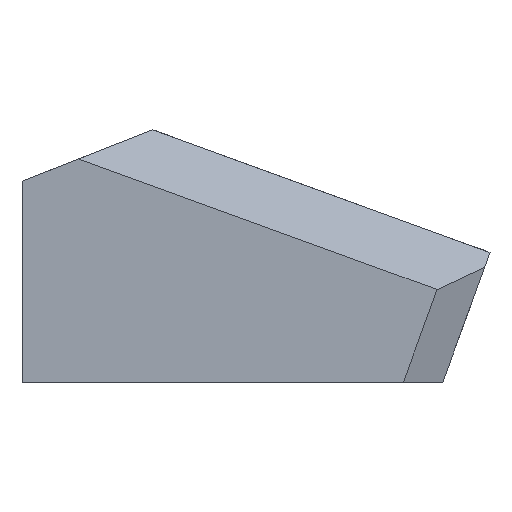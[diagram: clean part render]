
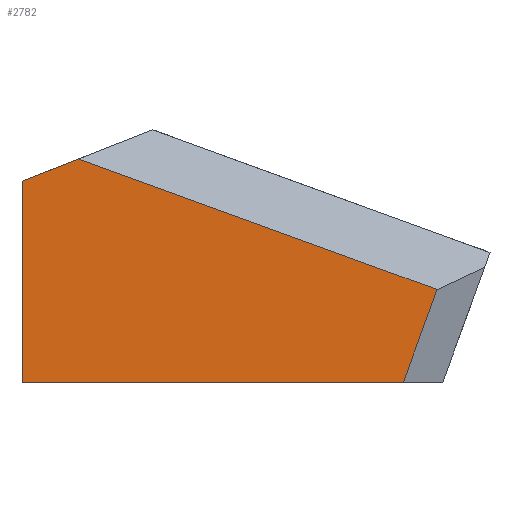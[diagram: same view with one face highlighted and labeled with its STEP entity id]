
A CAD part, left-side view. The second image highlights one B-rep face of the part: STEP entity #2782.
In plain terms, the highlighted planar face has unit normal (-1, 0, 0).
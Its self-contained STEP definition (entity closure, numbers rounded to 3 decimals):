
#67 = EDGE_CURVE ( 'NONE', #526, #478, #2825, .T. ) ;
#69 = LINE ( 'NONE', #2493, #244 ) ;
#98 = VERTEX_POINT ( 'NONE', #769 ) ;
#179 = VECTOR ( 'NONE', #2627, 1000. ) ;
#203 = DIRECTION ( 'NONE',  ( 0., 0.931, -0.364 ) ) ;
#244 = VECTOR ( 'NONE', #1601, 1000. ) ;
#290 = CARTESIAN_POINT ( 'NONE',  ( 0., 11., 0. ) ) ;
#322 = LINE ( 'NONE', #2501, #2405 ) ;
#345 = CARTESIAN_POINT ( 'NONE',  ( 0., 0.36, 42.163 ) ) ;
#441 = EDGE_CURVE ( 'NONE', #1935, #98, #462, .T. ) ;
#462 = LINE ( 'NONE', #2640, #1437 ) ;
#470 = VECTOR ( 'NONE', #1807, 1000. ) ;
#478 = VERTEX_POINT ( 'NONE', #2002 ) ;
#483 = PLANE ( 'NONE',  #1307 ) ;
#526 = VERTEX_POINT ( 'NONE', #290 ) ;
#692 = DIRECTION ( 'NONE',  ( 0., 0., -1. ) ) ;
#769 = CARTESIAN_POINT ( 'NONE',  ( 0., 11., 38. ) ) ;
#854 = CARTESIAN_POINT ( 'NONE',  ( 0., 0., 0. ) ) ;
#888 = ORIENTED_EDGE ( 'NONE', *, *, #1967, .T. ) ;
#1140 = FACE_OUTER_BOUND ( 'NONE', #1694, .T. ) ;
#1307 = AXIS2_PLACEMENT_3D ( 'NONE', #2668, #1610, #1595 ) ;
#1437 = VECTOR ( 'NONE', #203, 1000. ) ;
#1595 = DIRECTION ( 'NONE',  ( 0., 0., -1. ) ) ;
#1601 = DIRECTION ( 'NONE',  ( 0., -0.342, 0.94 ) ) ;
#1610 = DIRECTION ( 'NONE',  ( 1., 0., 0. ) ) ;
#1669 = VERTEX_POINT ( 'NONE', #2455 ) ;
#1694 = EDGE_LOOP ( 'NONE', ( #2325, #1719, #888, #1971, #2756 ) ) ;
#1719 = ORIENTED_EDGE ( 'NONE', *, *, #67, .T. ) ;
#1807 = DIRECTION ( 'NONE',  ( 0., 0.94, 0.342 ) ) ;
#1935 = VERTEX_POINT ( 'NONE', #345 ) ;
#1967 = EDGE_CURVE ( 'NONE', #478, #1669, #69, .T. ) ;
#1971 = ORIENTED_EDGE ( 'NONE', *, *, #2781, .T. ) ;
#2002 = CARTESIAN_POINT ( 'NONE',  ( 0., -61.026, 0. ) ) ;
#2066 = CARTESIAN_POINT ( 'NONE',  ( 0., -11.954, 37.681 ) ) ;
#2325 = ORIENTED_EDGE ( 'NONE', *, *, #2827, .T. ) ;
#2405 = VECTOR ( 'NONE', #692, 1000. ) ;
#2455 = CARTESIAN_POINT ( 'NONE',  ( 0., -67.396, 17.502 ) ) ;
#2493 = CARTESIAN_POINT ( 'NONE',  ( 0., -64.975, 10.851 ) ) ;
#2501 = CARTESIAN_POINT ( 'NONE',  ( 0., 11., 34.5 ) ) ;
#2627 = DIRECTION ( 'NONE',  ( 0., -1., 0. ) ) ;
#2640 = CARTESIAN_POINT ( 'NONE',  ( 0., 0., 42.304 ) ) ;
#2668 = CARTESIAN_POINT ( 'NONE',  ( 0., 0., 34.5 ) ) ;
#2698 = LINE ( 'NONE', #2066, #470 ) ;
#2756 = ORIENTED_EDGE ( 'NONE', *, *, #441, .T. ) ;
#2781 = EDGE_CURVE ( 'NONE', #1669, #1935, #2698, .T. ) ;
#2782 = ADVANCED_FACE ( 'NONE', ( #1140 ), #483, .F. ) ;
#2825 = LINE ( 'NONE', #854, #179 ) ;
#2827 = EDGE_CURVE ( 'NONE', #98, #526, #322, .T. ) ;
